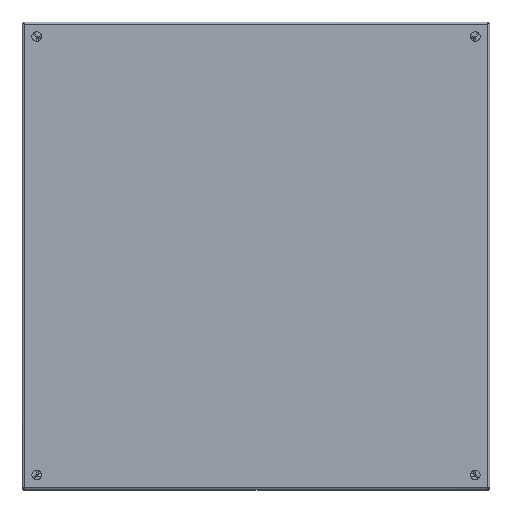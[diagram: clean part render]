
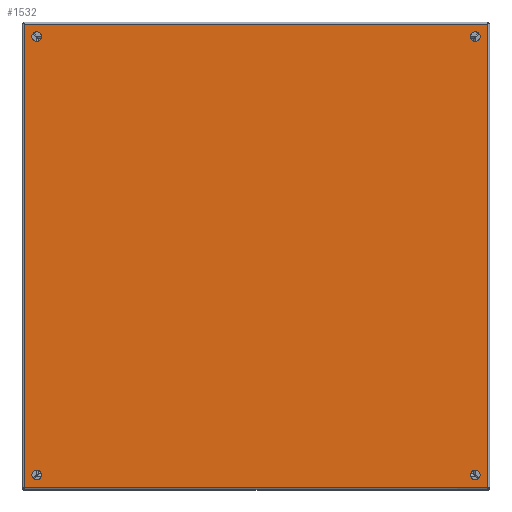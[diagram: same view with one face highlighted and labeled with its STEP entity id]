
A CAD part, top view. The second image highlights one B-rep face of the part: STEP entity #1532.
In plain terms, the highlighted face is planar.
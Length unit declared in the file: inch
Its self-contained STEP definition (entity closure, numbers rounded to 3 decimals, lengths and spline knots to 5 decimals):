
#325 = FACE_BOUND ( 'NONE', #17144, .T. ) ;
#1336 = ORIENTED_EDGE ( 'NONE', *, *, #34711, .F. ) ;
#1532 = ADVANCED_FACE ( 'NONE', ( #34082, #34880, #22038, #325, #34278 ), #6968, .F. ) ;
#1538 = DIRECTION ( 'NONE',  ( 1., 0., 0. ) ) ;
#2404 = VERTEX_POINT ( 'NONE', #10000 ) ;
#2458 = DIRECTION ( 'NONE',  ( 0., 0., -1. ) ) ;
#2493 = DIRECTION ( 'NONE',  ( 0., 1., 0. ) ) ;
#2661 = VERTEX_POINT ( 'NONE', #14428 ) ;
#2697 = VERTEX_POINT ( 'NONE', #8782 ) ;
#3038 = LINE ( 'NONE', #9420, #9985 ) ;
#3890 = EDGE_LOOP ( 'NONE', ( #26580, #36785 ) ) ;
#4071 = EDGE_CURVE ( 'NONE', #17053, #17076, #26389, .T. ) ;
#4417 = CARTESIAN_POINT ( 'NONE',  ( 0., 0.108, -11.892 ) ) ;
#4582 = AXIS2_PLACEMENT_3D ( 'NONE', #21973, #28176, #24566 ) ;
#4587 = DIRECTION ( 'NONE',  ( 0., 1., 0. ) ) ;
#4615 = DIRECTION ( 'NONE',  ( -1., 0., 0. ) ) ;
#4749 = EDGE_CURVE ( 'NONE', #38101, #24097, #8423, .T. ) ;
#4957 = CARTESIAN_POINT ( 'NONE',  ( 0., 23.5, 11.25 ) ) ;
#4968 = DIRECTION ( 'NONE',  ( -1., 0., 0. ) ) ;
#5280 = EDGE_CURVE ( 'NONE', #17076, #17053, #38404, .T. ) ;
#5373 = CARTESIAN_POINT ( 'NONE',  ( 0., 23.25, -11.25 ) ) ;
#5709 = CARTESIAN_POINT ( 'NONE',  ( 0., 23.25, 11.25 ) ) ;
#5948 = ORIENTED_EDGE ( 'NONE', *, *, #18964, .F. ) ;
#6749 = EDGE_LOOP ( 'NONE', ( #24998, #34062 ) ) ;
#6968 = PLANE ( 'NONE',  #7543 ) ;
#7543 = AXIS2_PLACEMENT_3D ( 'NONE', #13578, #1538, #16987 ) ;
#7602 = CARTESIAN_POINT ( 'NONE',  ( 0., 0.75, -11.25 ) ) ;
#8423 = CIRCLE ( 'NONE', #25087, 0.25 ) ;
#8572 = CARTESIAN_POINT ( 'NONE',  ( 0., 0.5, -11.25 ) ) ;
#8782 = CARTESIAN_POINT ( 'NONE',  ( 0., 0.5, 11.25 ) ) ;
#8783 = CARTESIAN_POINT ( 'NONE',  ( 0., 1., -11.25 ) ) ;
#8844 = DIRECTION ( 'NONE',  ( 0., 1., 0. ) ) ;
#9300 = CARTESIAN_POINT ( 'NONE',  ( 0., 23.892, 11.892 ) ) ;
#9420 = CARTESIAN_POINT ( 'NONE',  ( 0., 23.892, 11.928 ) ) ;
#9921 = DIRECTION ( 'NONE',  ( 0., 1., 0. ) ) ;
#9985 = VECTOR ( 'NONE', #30944, 39.37008 ) ;
#10000 = CARTESIAN_POINT ( 'NONE',  ( 0., 23.892, -11.892 ) ) ;
#10405 = ORIENTED_EDGE ( 'NONE', *, *, #31961, .F. ) ;
#10499 = CIRCLE ( 'NONE', #27145, 0.25 ) ;
#10530 = DIRECTION ( 'NONE',  ( -1., 0., 0. ) ) ;
#11462 = VERTEX_POINT ( 'NONE', #4417 ) ;
#11983 = EDGE_LOOP ( 'NONE', ( #16004, #1336 ) ) ;
#12546 = VERTEX_POINT ( 'NONE', #9300 ) ;
#13578 = CARTESIAN_POINT ( 'NONE',  ( 0., 0.072, 11.928 ) ) ;
#14156 = DIRECTION ( 'NONE',  ( -1., 0., 0. ) ) ;
#14428 = CARTESIAN_POINT ( 'NONE',  ( 0., 1., 11.25 ) ) ;
#15818 = DIRECTION ( 'NONE',  ( 0., 1., 0. ) ) ;
#15830 = VECTOR ( 'NONE', #2458, 39.37008 ) ;
#15982 = CARTESIAN_POINT ( 'NONE',  ( 0., 23., -11.25 ) ) ;
#16004 = ORIENTED_EDGE ( 'NONE', *, *, #4749, .F. ) ;
#16527 = VERTEX_POINT ( 'NONE', #32761 ) ;
#16987 = DIRECTION ( 'NONE',  ( 0., -1., 0. ) ) ;
#17053 = VERTEX_POINT ( 'NONE', #15982 ) ;
#17076 = VERTEX_POINT ( 'NONE', #27646 ) ;
#17144 = EDGE_LOOP ( 'NONE', ( #34979, #5948 ) ) ;
#17372 = CARTESIAN_POINT ( 'NONE',  ( 0., 0.75, 11.25 ) ) ;
#18164 = EDGE_LOOP ( 'NONE', ( #36965, #19994, #10405, #37116 ) ) ;
#18964 = EDGE_CURVE ( 'NONE', #24360, #27126, #32659, .T. ) ;
#19151 = EDGE_CURVE ( 'NONE', #11462, #2404, #28064, .T. ) ;
#19481 = EDGE_CURVE ( 'NONE', #2661, #2697, #35672, .T. ) ;
#19725 = CIRCLE ( 'NONE', #29980, 0.25 ) ;
#19806 = AXIS2_PLACEMENT_3D ( 'NONE', #30344, #36383, #8844 ) ;
#19994 = ORIENTED_EDGE ( 'NONE', *, *, #31215, .F. ) ;
#21076 = AXIS2_PLACEMENT_3D ( 'NONE', #32060, #10530, #9921 ) ;
#21235 = EDGE_CURVE ( 'NONE', #27126, #24360, #19725, .T. ) ;
#21332 = CARTESIAN_POINT ( 'NONE',  ( 0., 23., 11.25 ) ) ;
#21869 = DIRECTION ( 'NONE',  ( 0., -1., 0. ) ) ;
#21973 = CARTESIAN_POINT ( 'NONE',  ( 0., 23.25, -11.25 ) ) ;
#22038 = FACE_BOUND ( 'NONE', #11983, .T. ) ;
#23763 = CARTESIAN_POINT ( 'NONE',  ( 0., 23.25, 11.25 ) ) ;
#24097 = VERTEX_POINT ( 'NONE', #21332 ) ;
#24360 = VERTEX_POINT ( 'NONE', #8572 ) ;
#24566 = DIRECTION ( 'NONE',  ( 0., 1., 0. ) ) ;
#24907 = EDGE_CURVE ( 'NONE', #2697, #2661, #33268, .T. ) ;
#24998 = ORIENTED_EDGE ( 'NONE', *, *, #19481, .F. ) ;
#25087 = AXIS2_PLACEMENT_3D ( 'NONE', #5709, #14156, #26405 ) ;
#25264 = LINE ( 'NONE', #31496, #25980 ) ;
#25980 = VECTOR ( 'NONE', #21869, 39.37008 ) ;
#26211 = DIRECTION ( 'NONE',  ( -1., 0., 0. ) ) ;
#26389 = CIRCLE ( 'NONE', #4582, 0.25 ) ;
#26405 = DIRECTION ( 'NONE',  ( 0., 1., 0. ) ) ;
#26539 = LINE ( 'NONE', #38809, #15830 ) ;
#26580 = ORIENTED_EDGE ( 'NONE', *, *, #5280, .F. ) ;
#27126 = VERTEX_POINT ( 'NONE', #8783 ) ;
#27145 = AXIS2_PLACEMENT_3D ( 'NONE', #23763, #29374, #2493 ) ;
#27646 = CARTESIAN_POINT ( 'NONE',  ( 0., 23.5, -11.25 ) ) ;
#28064 = LINE ( 'NONE', #33714, #33748 ) ;
#28176 = DIRECTION ( 'NONE',  ( -1., 0., 0. ) ) ;
#29059 = DIRECTION ( 'NONE',  ( 0., 1., 0. ) ) ;
#29374 = DIRECTION ( 'NONE',  ( -1., 0., 0. ) ) ;
#29980 = AXIS2_PLACEMENT_3D ( 'NONE', #7602, #4615, #29059 ) ;
#30344 = CARTESIAN_POINT ( 'NONE',  ( 0., 0.75, -11.25 ) ) ;
#30944 = DIRECTION ( 'NONE',  ( 0., 0., 1. ) ) ;
#31215 = EDGE_CURVE ( 'NONE', #12546, #16527, #25264, .T. ) ;
#31496 = CARTESIAN_POINT ( 'NONE',  ( 0., 0.072, 11.892 ) ) ;
#31961 = EDGE_CURVE ( 'NONE', #2404, #12546, #3038, .T. ) ;
#31974 = AXIS2_PLACEMENT_3D ( 'NONE', #5373, #4968, #4587 ) ;
#32060 = CARTESIAN_POINT ( 'NONE',  ( 0., 0.75, 11.25 ) ) ;
#32659 = CIRCLE ( 'NONE', #19806, 0.25 ) ;
#32761 = CARTESIAN_POINT ( 'NONE',  ( 0., 0.108, 11.892 ) ) ;
#33268 = CIRCLE ( 'NONE', #21076, 0.25 ) ;
#33714 = CARTESIAN_POINT ( 'NONE',  ( 0., 0.072, -11.892 ) ) ;
#33748 = VECTOR ( 'NONE', #15818, 39.37008 ) ;
#34062 = ORIENTED_EDGE ( 'NONE', *, *, #24907, .F. ) ;
#34082 = FACE_BOUND ( 'NONE', #6749, .T. ) ;
#34278 = FACE_BOUND ( 'NONE', #3890, .T. ) ;
#34711 = EDGE_CURVE ( 'NONE', #24097, #38101, #10499, .T. ) ;
#34880 = FACE_OUTER_BOUND ( 'NONE', #18164, .T. ) ;
#34979 = ORIENTED_EDGE ( 'NONE', *, *, #21235, .F. ) ;
#35672 = CIRCLE ( 'NONE', #36314, 0.25 ) ;
#36314 = AXIS2_PLACEMENT_3D ( 'NONE', #17372, #26211, #38279 ) ;
#36383 = DIRECTION ( 'NONE',  ( -1., 0., 0. ) ) ;
#36496 = EDGE_CURVE ( 'NONE', #16527, #11462, #26539, .T. ) ;
#36785 = ORIENTED_EDGE ( 'NONE', *, *, #4071, .F. ) ;
#36965 = ORIENTED_EDGE ( 'NONE', *, *, #36496, .F. ) ;
#37116 = ORIENTED_EDGE ( 'NONE', *, *, #19151, .F. ) ;
#38101 = VERTEX_POINT ( 'NONE', #4957 ) ;
#38279 = DIRECTION ( 'NONE',  ( 0., 1., 0. ) ) ;
#38404 = CIRCLE ( 'NONE', #31974, 0.25 ) ;
#38809 = CARTESIAN_POINT ( 'NONE',  ( 0., 0.108, 11.928 ) ) ;
